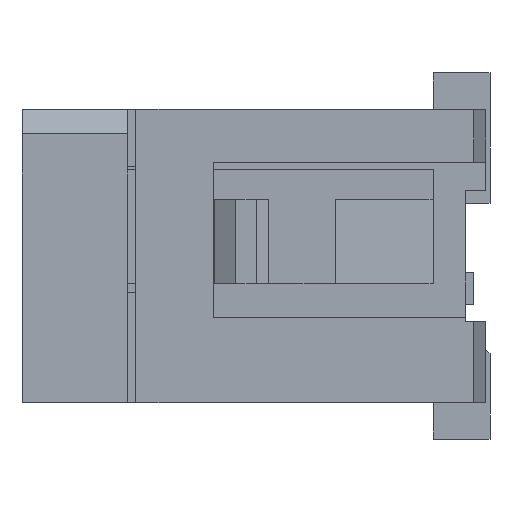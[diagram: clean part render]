
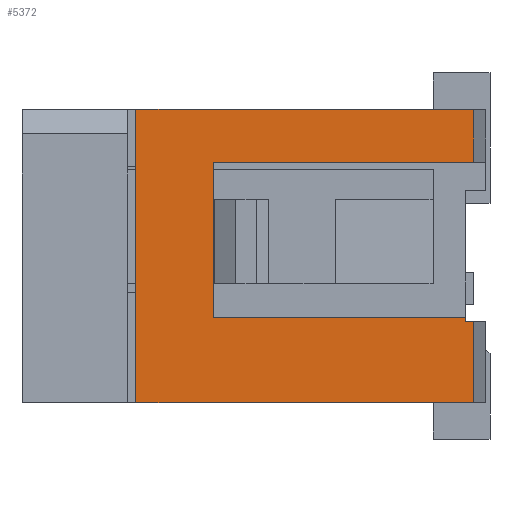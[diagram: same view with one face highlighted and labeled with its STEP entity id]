
A CAD part, left-side view. The second image highlights one B-rep face of the part: STEP entity #5372.
In plain terms, the highlighted planar face has unit normal (-1, 0, 0).
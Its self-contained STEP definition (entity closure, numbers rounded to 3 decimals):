
#1=DIRECTION('',(0.,0.,-1.));
#2=VECTOR('',#1,3.6);
#3=CARTESIAN_POINT('',(-5.425,4.3,1.8));
#4=LINE('',#3,#2);
#5=DIRECTION('',(0.,-1.,0.));
#6=VECTOR('',#5,4.15);
#7=CARTESIAN_POINT('',(-5.425,4.3,1.8));
#8=LINE('',#7,#6);
#9=DIRECTION('',(0.,0.,-1.));
#10=VECTOR('',#9,0.65);
#11=CARTESIAN_POINT('',(-5.425,0.15,1.8));
#12=LINE('',#11,#10);
#13=DIRECTION('',(0.,1.,0.));
#14=VECTOR('',#13,3.2);
#15=CARTESIAN_POINT('',(-5.425,0.15,1.15));
#16=LINE('',#15,#14);
#17=DIRECTION('',(0.,0.,-1.));
#18=VECTOR('',#17,1.9);
#19=CARTESIAN_POINT('',(-5.425,3.35,1.15));
#20=LINE('',#19,#18);
#21=DIRECTION('',(0.,1.,0.));
#22=VECTOR('',#21,3.1);
#23=CARTESIAN_POINT('',(-5.425,0.25,-0.75));
#24=LINE('',#23,#22);
#25=DIRECTION('',(0.,0.,-1.));
#26=VECTOR('',#25,0.05);
#27=CARTESIAN_POINT('',(-5.425,0.25,-0.75));
#28=LINE('',#27,#26);
#29=DIRECTION('',(0.,-1.,0.));
#30=VECTOR('',#29,0.1);
#31=CARTESIAN_POINT('',(-5.425,0.25,-0.8));
#32=LINE('',#31,#30);
#33=DIRECTION('',(0.,0.,-1.));
#34=VECTOR('',#33,1.);
#35=CARTESIAN_POINT('',(-5.425,0.15,-0.8));
#36=LINE('',#35,#34);
#37=DIRECTION('',(0.,1.,0.));
#38=VECTOR('',#37,4.15);
#39=CARTESIAN_POINT('',(-5.425,0.15,-1.8));
#40=LINE('',#39,#38);
#4045=CARTESIAN_POINT('',(-5.425,4.3,1.8));
#4046=CARTESIAN_POINT('',(-5.425,4.3,-1.8));
#4047=VERTEX_POINT('',#4045);
#4048=VERTEX_POINT('',#4046);
#4057=CARTESIAN_POINT('',(-5.425,0.15,1.8));
#4058=VERTEX_POINT('',#4057);
#4065=CARTESIAN_POINT('',(-5.425,0.15,-1.8));
#4066=VERTEX_POINT('',#4065);
#4121=CARTESIAN_POINT('',(-5.425,0.15,1.15));
#4122=VERTEX_POINT('',#4121);
#4123=CARTESIAN_POINT('',(-5.425,0.15,-0.8));
#4124=VERTEX_POINT('',#4123);
#4145=CARTESIAN_POINT('',(-5.425,0.25,-0.8));
#4146=VERTEX_POINT('',#4145);
#4269=CARTESIAN_POINT('',(-5.425,3.35,1.15));
#4270=CARTESIAN_POINT('',(-5.425,3.35,-0.75));
#4271=VERTEX_POINT('',#4269);
#4272=VERTEX_POINT('',#4270);
#4273=CARTESIAN_POINT('',(-5.425,0.25,-0.75));
#4274=VERTEX_POINT('',#4273);
#5345=CARTESIAN_POINT('',(-5.425,0.,0.));
#5346=DIRECTION('',(1.,0.,0.));
#5347=DIRECTION('',(0.,-1.,0.));
#5348=AXIS2_PLACEMENT_3D('',#5345,#5346,#5347);
#5349=PLANE('',#5348);
#5351=ORIENTED_EDGE('',*,*,#5350,.F.);
#5353=ORIENTED_EDGE('',*,*,#5352,.T.);
#5355=ORIENTED_EDGE('',*,*,#5354,.T.);
#5357=ORIENTED_EDGE('',*,*,#5356,.T.);
#5359=ORIENTED_EDGE('',*,*,#5358,.T.);
#5361=ORIENTED_EDGE('',*,*,#5360,.F.);
#5363=ORIENTED_EDGE('',*,*,#5362,.T.);
#5365=ORIENTED_EDGE('',*,*,#5364,.T.);
#5367=ORIENTED_EDGE('',*,*,#5366,.T.);
#5369=ORIENTED_EDGE('',*,*,#5368,.T.);
#5370=EDGE_LOOP('',(#5351,#5353,#5355,#5357,#5359,#5361,#5363,#5365,#5367,
#5369));
#5371=FACE_OUTER_BOUND('',#5370,.F.);
#5372=ADVANCED_FACE('',(#5371),#5349,.F.);
#5350=EDGE_CURVE('',#4047,#4048,#4,.T.);
#5352=EDGE_CURVE('',#4047,#4058,#8,.T.);
#5354=EDGE_CURVE('',#4058,#4122,#12,.T.);
#5356=EDGE_CURVE('',#4122,#4271,#16,.T.);
#5358=EDGE_CURVE('',#4271,#4272,#20,.T.);
#5360=EDGE_CURVE('',#4274,#4272,#24,.T.);
#5362=EDGE_CURVE('',#4274,#4146,#28,.T.);
#5364=EDGE_CURVE('',#4146,#4124,#32,.T.);
#5366=EDGE_CURVE('',#4124,#4066,#36,.T.);
#5368=EDGE_CURVE('',#4066,#4048,#40,.T.);
